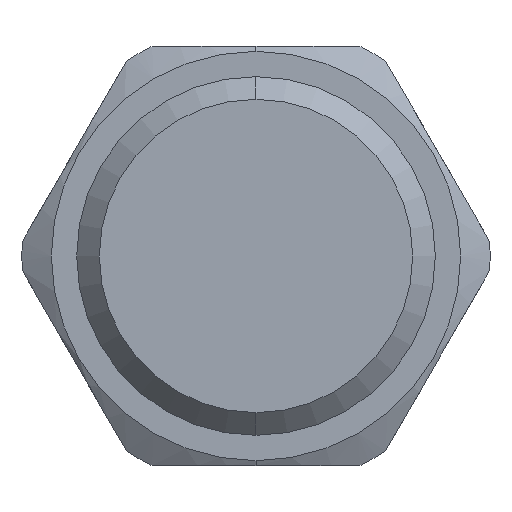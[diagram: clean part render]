
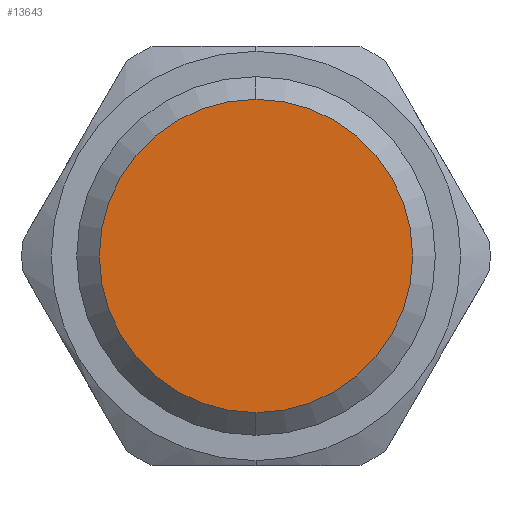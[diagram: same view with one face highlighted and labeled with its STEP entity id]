
A CAD part, left-side view. The second image highlights one B-rep face of the part: STEP entity #13643.
In plain terms, the highlighted planar face has unit normal (-1, 0, 0).
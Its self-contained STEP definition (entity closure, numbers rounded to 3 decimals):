
#1865 = EDGE_LOOP ( 'NONE', ( #3298, #8073 ) ) ;
#1966 = VERTEX_POINT ( 'NONE', #4792 ) ;
#2103 = AXIS2_PLACEMENT_3D ( 'NONE', #11184, #11192, #11193 ) ;
#3298 = ORIENTED_EDGE ( 'NONE', *, *, #8205, .T. ) ;
#4068 = CARTESIAN_POINT ( 'NONE',  ( 0., 0., 0. ) ) ;
#4069 = DIRECTION ( 'NONE',  ( -1., 0., 0. ) ) ;
#4070 = DIRECTION ( 'NONE',  ( 0., 0., -1. ) ) ;
#4792 = CARTESIAN_POINT ( 'NONE',  ( 0., 0., 8.3 ) ) ;
#5698 = AXIS2_PLACEMENT_3D ( 'NONE', #6734, #6735, #6736 ) ;
#6734 = CARTESIAN_POINT ( 'NONE',  ( 0., 0., 0. ) ) ;
#6735 = DIRECTION ( 'NONE',  ( -1., 0., 0. ) ) ;
#6736 = DIRECTION ( 'NONE',  ( 0., 0., -1. ) ) ;
#7036 = CARTESIAN_POINT ( 'NONE',  ( 0., 0., -8.3 ) ) ;
#8073 = ORIENTED_EDGE ( 'NONE', *, *, #8516, .T. ) ;
#8205 = EDGE_CURVE ( 'NONE', #9431, #1966, #9243, .T. ) ;
#8516 = EDGE_CURVE ( 'NONE', #1966, #9431, #10084, .T. ) ;
#9243 = CIRCLE ( 'NONE', #12846, 8.3 ) ;
#9431 = VERTEX_POINT ( 'NONE', #7036 ) ;
#10084 = CIRCLE ( 'NONE', #5698, 8.3 ) ;
#10317 = FACE_OUTER_BOUND ( 'NONE', #1865, .T. ) ;
#11184 = CARTESIAN_POINT ( 'NONE',  ( 0., 0., 0. ) ) ;
#11189 = PLANE ( 'NONE',  #2103 ) ;
#11192 = DIRECTION ( 'NONE',  ( 1., 0., 0. ) ) ;
#11193 = DIRECTION ( 'NONE',  ( 0., 0., -1. ) ) ;
#12846 = AXIS2_PLACEMENT_3D ( 'NONE', #4068, #4069, #4070 ) ;
#13643 = ADVANCED_FACE ( 'NONE', ( #10317 ), #11189, .F. ) ;
